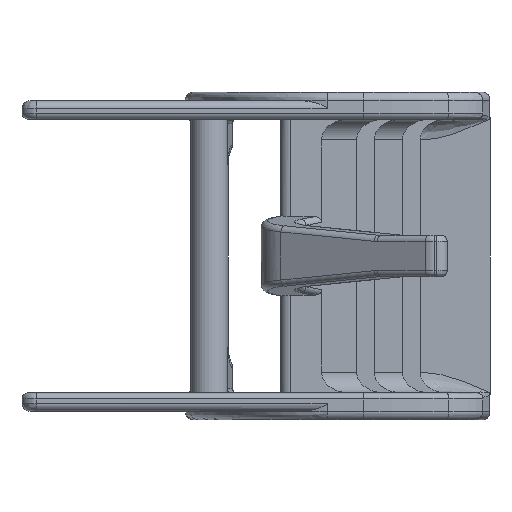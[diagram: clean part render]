
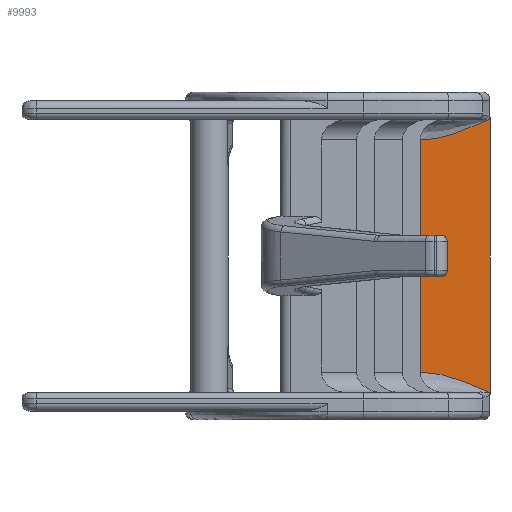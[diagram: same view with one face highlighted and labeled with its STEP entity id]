
A CAD part, front view. The second image highlights one B-rep face of the part: STEP entity #9993.
In plain terms, the highlighted planar face has unit normal (0.762, -0.647, 0).
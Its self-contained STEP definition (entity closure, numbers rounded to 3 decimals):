
#2308=CARTESIAN_POINT('',(2.743,35.,1.233));
#2309=CARTESIAN_POINT('',(2.743,35.,1.238));
#2310=CARTESIAN_POINT('',(2.743,35.,1.247));
#2311=CARTESIAN_POINT('',(2.742,34.998,1.26));
#2312=CARTESIAN_POINT('',(2.739,34.995,1.272));
#2313=CARTESIAN_POINT('',(2.737,34.992,1.283));
#2314=CARTESIAN_POINT('',(2.733,34.988,1.292));
#2315=CARTESIAN_POINT('',(2.729,34.983,1.3));
#2316=CARTESIAN_POINT('',(2.725,34.978,1.306));
#2317=CARTESIAN_POINT('',(2.72,34.972,1.31));
#2318=CARTESIAN_POINT('',(2.717,34.969,1.312));
#2319=CARTESIAN_POINT('',(2.716,34.967,1.312));
#2332=CARTESIAN_POINT('',(2.716,34.968,14.488));
#2333=CARTESIAN_POINT('',(2.513,34.728,14.399));
#2334=CARTESIAN_POINT('',(2.111,34.256,14.218));
#2335=CARTESIAN_POINT('',(1.483,33.517,13.961));
#2336=CARTESIAN_POINT('',(0.947,32.886,13.769));
#2337=CARTESIAN_POINT('',(0.364,32.199,13.609));
#2338=CARTESIAN_POINT('',(-0.121,31.629,
13.524));
#2339=CARTESIAN_POINT('',(-0.463,31.227,13.5));
#2340=CARTESIAN_POINT('',(-0.631,31.028,13.5));
#2345=DIRECTION('',(0.,0.,1.));
#2346=VECTOR('',#2345,13.333);
#2347=CARTESIAN_POINT('',(2.743,35.,1.233));
#2348=LINE('',#2347,#2346);
#2352=CARTESIAN_POINT('',(-0.631,31.028,2.3));
#2353=CARTESIAN_POINT('',(-0.463,31.227,2.3));
#2354=CARTESIAN_POINT('',(-0.121,31.629,
2.276));
#2355=CARTESIAN_POINT('',(0.363,32.199,2.191));
#2356=CARTESIAN_POINT('',(0.947,32.886,2.031));
#2357=CARTESIAN_POINT('',(1.482,33.516,1.839));
#2358=CARTESIAN_POINT('',(2.111,34.256,1.582));
#2359=CARTESIAN_POINT('',(2.512,34.728,1.401));
#2360=CARTESIAN_POINT('',(2.716,34.967,1.312));
#2372=DIRECTION('',(0.,0.,1.));
#2373=VECTOR('',#2372,11.2);
#2374=CARTESIAN_POINT('',(-0.631,31.028,2.3));
#2375=LINE('',#2374,#2373);
#2387=CARTESIAN_POINT('',(-0.631,31.028,13.5));
#2392=CARTESIAN_POINT('',(2.716,34.968,14.488));
#2393=CARTESIAN_POINT('',(2.718,34.97,14.488));
#2394=CARTESIAN_POINT('',(2.72,34.973,14.49));
#2395=CARTESIAN_POINT('',(2.726,34.979,14.496));
#2396=CARTESIAN_POINT('',(2.731,34.985,14.503));
#2397=CARTESIAN_POINT('',(2.735,34.99,14.513));
#2398=CARTESIAN_POINT('',(2.738,34.994,14.524));
#2399=CARTESIAN_POINT('',(2.741,34.998,14.537));
#2400=CARTESIAN_POINT('',(2.743,35.,14.551));
#2401=CARTESIAN_POINT('',(2.743,35.,14.561));
#2402=CARTESIAN_POINT('',(2.743,35.,14.567));
#2459=CARTESIAN_POINT('',(2.713,34.964,14.488));
#6517=VERTEX_POINT('',#2387);
#6786=CARTESIAN_POINT('',(2.743,35.,1.233));
#6788=VERTEX_POINT('',#6786);
#6834=VERTEX_POINT('',#2459);
#6837=CARTESIAN_POINT('',(2.743,35.,14.567));
#6838=VERTEX_POINT('',#6837);
#6947=VERTEX_POINT('',#2352);
#6948=VERTEX_POINT('',#2360);
#9975=CARTESIAN_POINT('',(2.743,35.,15.801));
#9976=DIRECTION('',(-0.762,0.647,0.));
#9977=DIRECTION('',(-0.647,-0.762,0.));
#9978=AXIS2_PLACEMENT_3D('',#9975,#9976,#9977);
#9979=PLANE('',#9978);
#9981=ORIENTED_EDGE('',*,*,#9980,.T.);
#9983=ORIENTED_EDGE('',*,*,#9982,.F.);
#9985=ORIENTED_EDGE('',*,*,#9984,.T.);
#9987=ORIENTED_EDGE('',*,*,#9986,.F.);
#9988=ORIENTED_EDGE('',*,*,#9959,.T.);
#9990=ORIENTED_EDGE('',*,*,#9989,.F.);
#9991=EDGE_LOOP('',(#9981,#9983,#9985,#9987,#9988,#9990));
#9992=FACE_OUTER_BOUND('',#9991,.F.);
#2320=B_SPLINE_CURVE_WITH_KNOTS('',3,(#2308,#2309,#2310,#2311,#2312,#2313,#2314,
#2315,#2316,#2317,#2318,#2319),.UNSPECIFIED.,.F.,.F.,(4,1,1,1,1,1,1,1,1,4),
(0.,0.111,0.222,0.333,0.444,
0.556,0.667,0.778,0.889,1.),
.UNSPECIFIED.);
#2341=B_SPLINE_CURVE_WITH_KNOTS('',3,(#2332,#2333,#2334,#2335,#2336,#2337,#2338,
#2339,#2340),.UNSPECIFIED.,.F.,.F.,(4,1,1,1,1,1,4),(0.,0.167,
0.333,0.5,0.667,0.833,1.),
.UNSPECIFIED.);
#2361=B_SPLINE_CURVE_WITH_KNOTS('',3,(#2352,#2353,#2354,#2355,#2356,#2357,#2358,
#2359,#2360),.UNSPECIFIED.,.F.,.F.,(4,1,1,1,1,1,4),(0.,0.167,
0.333,0.5,0.667,0.833,1.),
.UNSPECIFIED.);
#2403=B_SPLINE_CURVE_WITH_KNOTS('',3,(#2392,#2393,#2394,#2395,#2396,#2397,#2398,
#2399,#2400,#2401,#2402),.UNSPECIFIED.,.F.,.F.,(4,1,1,1,1,1,1,1,4),(0.,
0.125,0.25,0.375,0.5,0.625,0.75,0.875,1.),.UNSPECIFIED.);
#9959=EDGE_CURVE('',#6788,#6948,#2320,.T.);
#9980=EDGE_CURVE('',#6947,#6517,#2375,.T.);
#9982=EDGE_CURVE('',#6834,#6517,#2341,.T.);
#9984=EDGE_CURVE('',#6834,#6838,#2403,.T.);
#9986=EDGE_CURVE('',#6788,#6838,#2348,.T.);
#9989=EDGE_CURVE('',#6947,#6948,#2361,.T.);
#9993=ADVANCED_FACE('',(#9992),#9979,.F.);
